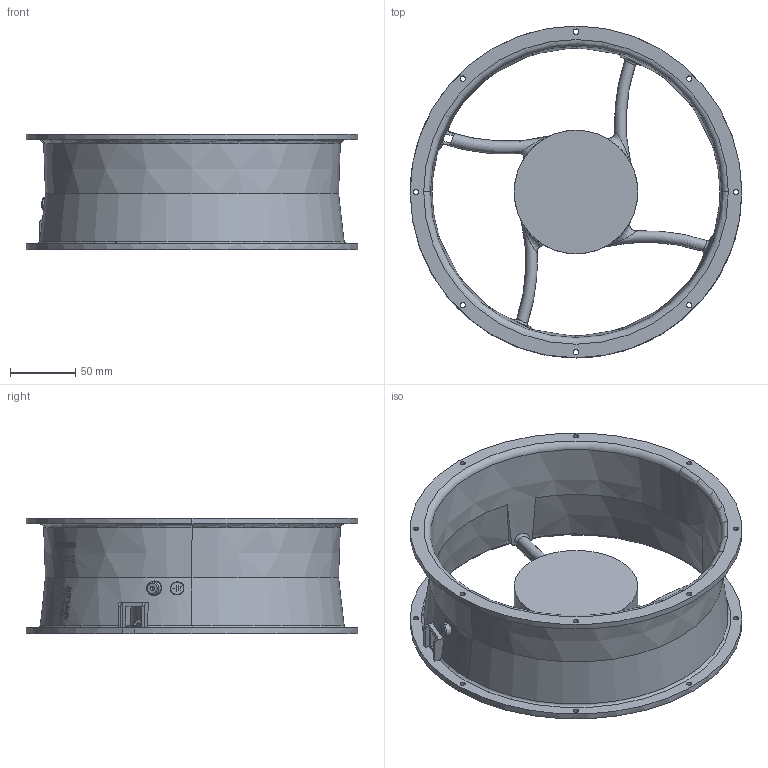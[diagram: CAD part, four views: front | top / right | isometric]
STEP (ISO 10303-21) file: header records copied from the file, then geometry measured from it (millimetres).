
FILE_DESCRIPTION((''),'2;1');
FILE_NAME('HD25489-K1_6','2024-03-05T',('Administrator'),(''),'PRO/ENGINEER BY PARAMETRIC TECHNOLOGY CORPORATION, 2010280','PRO/ENGINEER BY PARAMETRIC TECHNOLOGY CORPORATION, 2010280','');
FILE_SCHEMA(('CONFIG_CONTROL_DESIGN','SHAPE_APPEARANCE_LAYERS_GROUPS'));
Length unit declared in the file: millimetre
Products named in the file (1): HD25489-K1_6
Bounding box: 255 x 255 x 89 mm (x, y, z)
Volume: 485387.7 mm3; surface area: 200026.3 mm2
Topology: 1 solids, 1 shells, 532 faces, 1483 edges, 981 vertices
Faces by surface type: plane 292, bspline 81, cone 66, cylinder 52, torus 29, revolution 12
Entity records: 22096 total; most frequent: CARTESIAN_POINT 9922, ORIENTED_EDGE 2966, DIRECTION 1830, EDGE_CURVE 1483, VERTEX_POINT 981, B_SPLINE_CURVE_WITH_KNOTS 896, AXIS2_PLACEMENT_3D 780, EDGE_LOOP 604
